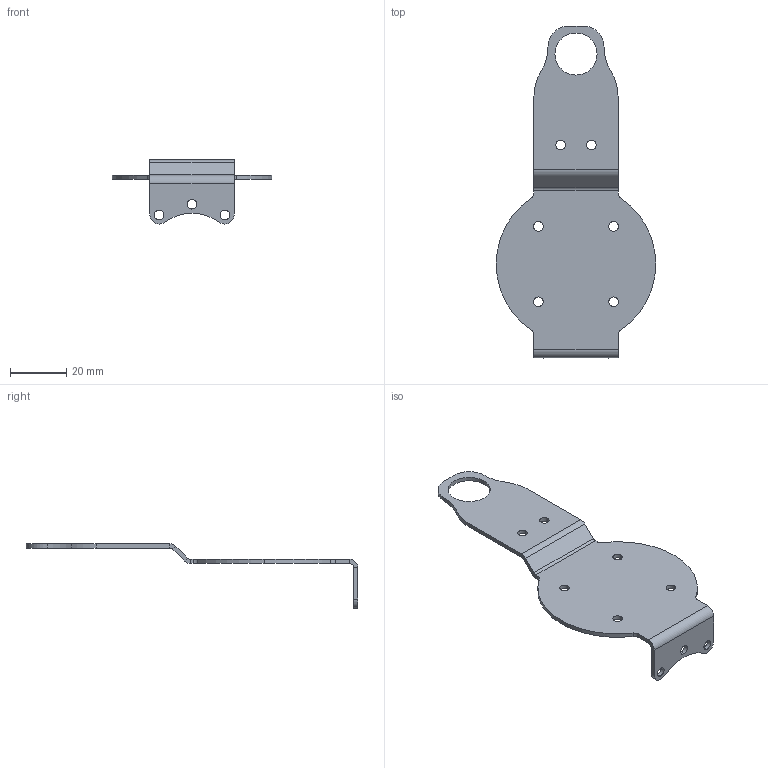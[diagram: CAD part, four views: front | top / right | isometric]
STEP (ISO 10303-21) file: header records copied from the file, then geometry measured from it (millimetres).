
FILE_DESCRIPTION (( 'STEP AP214' ), '1' );
FILE_NAME ('J6_A.STEP', '2025-08-20T01:20:32', ( '' ), ( '' ), 'SwSTEP 2.0', 'SolidWorks 2025', '' );
FILE_SCHEMA (( 'AUTOMOTIVE_DESIGN' ));
Length unit declared in the file: millimetre
Products named in the file (1): J6_A
Bounding box: 57 x 118.5 x 22.93 mm (x, y, z)
Volume: 6728.9 mm3; surface area: 9687.1 mm2
Topology: 1 solids, 1 shells, 69 faces, 177 edges, 110 vertices
Faces by surface type: cylinder 44, plane 25
Entity records: 2170 total; most frequent: DIRECTION 405, CARTESIAN_POINT 357, ORIENTED_EDGE 354, EDGE_CURVE 177, AXIS2_PLACEMENT_3D 158, VERTEX_POINT 110, EDGE_LOOP 89, VECTOR 89
